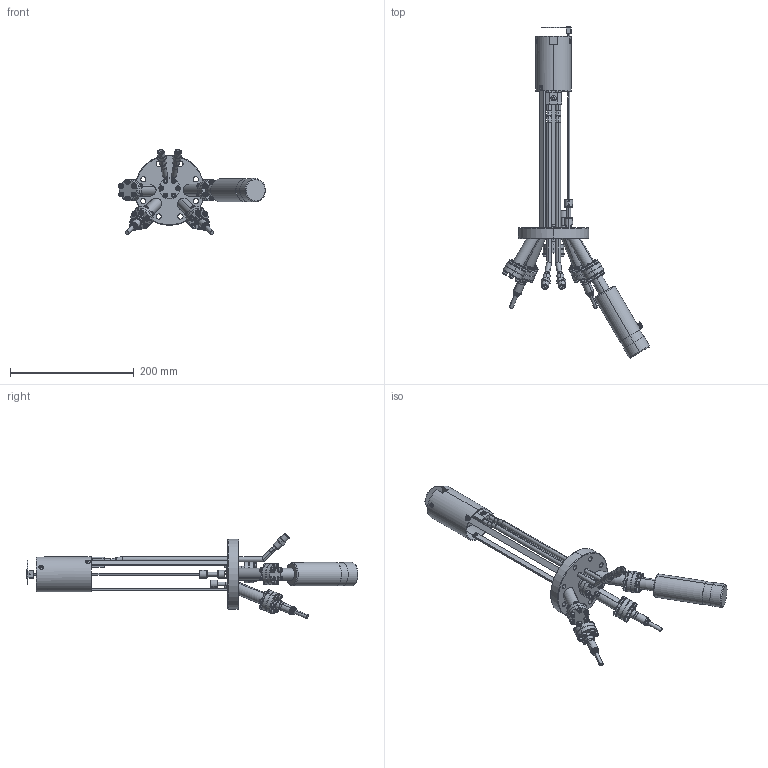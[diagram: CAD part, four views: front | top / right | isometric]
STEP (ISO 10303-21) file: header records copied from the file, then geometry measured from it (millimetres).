
FILE_DESCRIPTION (( 'STEP AP214' ), '1' );
FILE_NAME ('THERMIONICS_3kW_4cc_OR_2.24cc_COMPACT_SOURCE.STEP', '2019-12-10T15:30:29', ( 'admin' ), ( 'Microsoft' ), 'SwSTEP 2.0', 'SolidWorks 2016', '' );
FILE_SCHEMA (( 'AUTOMOTIVE_DESIGN' ));
Length unit declared in the file: inch
Products named in the file (1): THERMIONICS_3kW_4cc_OR_2.24cc_COMPACT_SOURCE
Bounding box: 237.85 x 537.51 x 137.74 mm (x, y, z)
Surface area: 193056.3 mm2 (no closed solid volume)
Topology: 0 solids, 271 shells, 1619 faces, 4994 edges, 3429 vertices
Faces by surface type: plane 586, cone 504, cylinder 488, torus 25, sphere 16
Entity records: 79465 total; most frequent: CARTESIAN_POINT 14637, DIRECTION 9658, ORIENTED_EDGE 7619, EDGE_CURVE 4936, AXIS2_PLACEMENT_3D 3782, VERTEX_POINT 3429, CIRCLE 2162, LINE 2094
